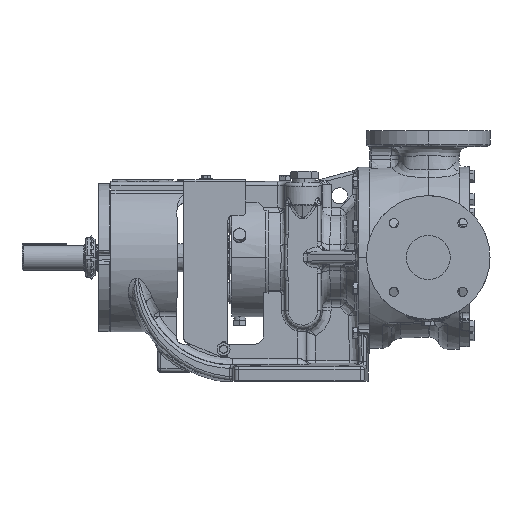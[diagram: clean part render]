
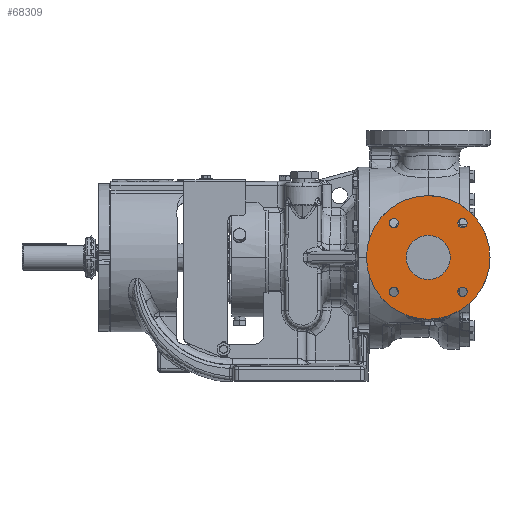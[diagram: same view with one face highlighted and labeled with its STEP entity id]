
A CAD part, top view. The second image highlights one B-rep face of the part: STEP entity #68309.
In plain terms, the highlighted planar face has unit normal (0, 0, 1).
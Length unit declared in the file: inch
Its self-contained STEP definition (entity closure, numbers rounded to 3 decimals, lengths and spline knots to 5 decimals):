
#367 = AXIS2_PLACEMENT_3D ( 'NONE', #114247, #22983, #129670 ) ;
#1068 = AXIS2_PLACEMENT_3D ( 'NONE', #17407, #124149, #32820 ) ;
#2538 = EDGE_LOOP ( 'NONE', ( #70518, #38870 ) ) ;
#6705 = EDGE_CURVE ( 'NONE', #96369, #18089, #78734, .T. ) ;
#6916 = VERTEX_POINT ( 'NONE', #54006 ) ;
#7699 = ORIENTED_EDGE ( 'NONE', *, *, #30024, .T. ) ;
#13700 = CIRCLE ( 'NONE', #367, 0.2656 ) ;
#14412 = VERTEX_POINT ( 'NONE', #77076 ) ;
#14724 = DIRECTION ( 'NONE',  ( 0., 0., -1. ) ) ;
#17407 = CARTESIAN_POINT ( 'NONE',  ( 3.345, 0., 7.19 ) ) ;
#18089 = VERTEX_POINT ( 'NONE', #71484 ) ;
#18490 = ORIENTED_EDGE ( 'NONE', *, *, #163244, .T. ) ;
#19750 = VERTEX_POINT ( 'NONE', #146939 ) ;
#22983 = DIRECTION ( 'NONE',  ( 0., 0., -1. ) ) ;
#23355 = CIRCLE ( 'NONE', #193802, 0.2656 ) ;
#23667 = DIRECTION ( 'NONE',  ( 0., 0., -1. ) ) ;
#23751 = FACE_BOUND ( 'NONE', #193224, .T. ) ;
#23775 = AXIS2_PLACEMENT_3D ( 'NONE', #158827, #67450, #174146 ) ;
#24708 = DIRECTION ( 'NONE',  ( 0., 0., -1. ) ) ;
#26508 = VERTEX_POINT ( 'NONE', #106967 ) ;
#30024 = EDGE_CURVE ( 'NONE', #111345, #197813, #48988, .T. ) ;
#32820 = DIRECTION ( 'NONE',  ( 0., 1., 0. ) ) ;
#37546 = DIRECTION ( 'NONE',  ( 0., 0., -1. ) ) ;
#38870 = ORIENTED_EDGE ( 'NONE', *, *, #59198, .F. ) ;
#40084 = CARTESIAN_POINT ( 'NONE',  ( 5.02394, 1.94454, 7.19 ) ) ;
#44547 = ORIENTED_EDGE ( 'NONE', *, *, #6705, .T. ) ;
#45644 = EDGE_LOOP ( 'NONE', ( #182507, #118941 ) ) ;
#45847 = VERTEX_POINT ( 'NONE', #141099 ) ;
#48135 = CARTESIAN_POINT ( 'NONE',  ( 3.345, 0., 7.19 ) ) ;
#48988 = CIRCLE ( 'NONE', #73437, 0.2656 ) ;
#50204 = EDGE_LOOP ( 'NONE', ( #51515, #7699 ) ) ;
#50944 = CARTESIAN_POINT ( 'NONE',  ( 5.28954, -1.94454, 7.19 ) ) ;
#51515 = ORIENTED_EDGE ( 'NONE', *, *, #87065, .T. ) ;
#54006 = CARTESIAN_POINT ( 'NONE',  ( 1.66606, 1.94454, 7.19 ) ) ;
#57409 = DIRECTION ( 'NONE',  ( 0., 0., 1. ) ) ;
#59198 = EDGE_CURVE ( 'NONE', #83741, #45847, #81655, .T. ) ;
#60409 = ORIENTED_EDGE ( 'NONE', *, *, #127173, .T. ) ;
#63415 = DIRECTION ( 'NONE',  ( 0., 1., 0. ) ) ;
#64235 = FACE_BOUND ( 'NONE', #50204, .T. ) ;
#66188 = DIRECTION ( 'NONE',  ( 1., 0., 0. ) ) ;
#66472 = DIRECTION ( 'NONE',  ( 0., 0., -1. ) ) ;
#67450 = DIRECTION ( 'NONE',  ( 0., 0., -1. ) ) ;
#68309 = ADVANCED_FACE ( 'NONE', ( #69013, #109561, #150217, #104834, #64235, #23751 ), #178039, .T. ) ;
#69013 = FACE_BOUND ( 'NONE', #129054, .T. ) ;
#69731 = DIRECTION ( 'NONE',  ( 0., 0., -1. ) ) ;
#70518 = ORIENTED_EDGE ( 'NONE', *, *, #168639, .F. ) ;
#71177 = CARTESIAN_POINT ( 'NONE',  ( 3.345, -1.25, 7.19 ) ) ;
#71484 = CARTESIAN_POINT ( 'NONE',  ( 3.345, 1.25, 7.19 ) ) ;
#71772 = VERTEX_POINT ( 'NONE', #162326 ) ;
#73437 = AXIS2_PLACEMENT_3D ( 'NONE', #116034, #24708, #131419 ) ;
#77076 = CARTESIAN_POINT ( 'NONE',  ( 5.55514, -1.94454, 7.19 ) ) ;
#78734 = CIRCLE ( 'NONE', #151523, 1.25 ) ;
#78829 = CARTESIAN_POINT ( 'NONE',  ( 3.345, 0., 7.19 ) ) ;
#81183 = CIRCLE ( 'NONE', #88767, 0.2656 ) ;
#81655 = CIRCLE ( 'NONE', #100925, 3.5 ) ;
#83606 = CARTESIAN_POINT ( 'NONE',  ( 5.55514, 1.94454, 7.19 ) ) ;
#83741 = VERTEX_POINT ( 'NONE', #133627 ) ;
#87065 = EDGE_CURVE ( 'NONE', #197813, #111345, #147619, .T. ) ;
#88767 = AXIS2_PLACEMENT_3D ( 'NONE', #128857, #37546, #144232 ) ;
#90908 = VERTEX_POINT ( 'NONE', #104633 ) ;
#91894 = ORIENTED_EDGE ( 'NONE', *, *, #105734, .T. ) ;
#94180 = DIRECTION ( 'NONE',  ( 0., 1., 0. ) ) ;
#95177 = AXIS2_PLACEMENT_3D ( 'NONE', #78829, #185466, #94180 ) ;
#95885 = AXIS2_PLACEMENT_3D ( 'NONE', #161076, #69731, #176387 ) ;
#96369 = VERTEX_POINT ( 'NONE', #71177 ) ;
#97004 = AXIS2_PLACEMENT_3D ( 'NONE', #148771, #57409, #164072 ) ;
#100165 = CIRCLE ( 'NONE', #173610, 0.2656 ) ;
#100925 = AXIS2_PLACEMENT_3D ( 'NONE', #114955, #23667, #130352 ) ;
#104633 = CARTESIAN_POINT ( 'NONE',  ( 1.13486, 1.94454, 7.19 ) ) ;
#104834 = FACE_BOUND ( 'NONE', #45644, .T. ) ;
#105270 = ORIENTED_EDGE ( 'NONE', *, *, #165350, .T. ) ;
#105734 = EDGE_CURVE ( 'NONE', #6916, #90908, #100165, .T. ) ;
#106030 = CARTESIAN_POINT ( 'NONE',  ( 1.40046, 1.94454, 7.19 ) ) ;
#106967 = CARTESIAN_POINT ( 'NONE',  ( 1.66606, -1.94454, 7.19 ) ) ;
#109561 = FACE_OUTER_BOUND ( 'NONE', #2538, .T. ) ;
#111345 = VERTEX_POINT ( 'NONE', #40084 ) ;
#114247 = CARTESIAN_POINT ( 'NONE',  ( 1.40046, 1.94454, 7.19 ) ) ;
#114955 = CARTESIAN_POINT ( 'NONE',  ( 3.345, 0., 7.19 ) ) ;
#116034 = CARTESIAN_POINT ( 'NONE',  ( 5.28954, 1.94454, 7.19 ) ) ;
#118941 = ORIENTED_EDGE ( 'NONE', *, *, #192808, .T. ) ;
#121421 = DIRECTION ( 'NONE',  ( 1., 0., 0. ) ) ;
#121750 = CIRCLE ( 'NONE', #1068, 3.5 ) ;
#122021 = ORIENTED_EDGE ( 'NONE', *, *, #132185, .T. ) ;
#124149 = DIRECTION ( 'NONE',  ( 0., 0., -1. ) ) ;
#127173 = EDGE_CURVE ( 'NONE', #71772, #26508, #81183, .T. ) ;
#128857 = CARTESIAN_POINT ( 'NONE',  ( 1.40046, -1.94454, 7.19 ) ) ;
#129054 = EDGE_LOOP ( 'NONE', ( #122021, #44547 ) ) ;
#129442 = CIRCLE ( 'NONE', #23775, 0.2656 ) ;
#129670 = DIRECTION ( 'NONE',  ( 1., 0., 0. ) ) ;
#130352 = DIRECTION ( 'NONE',  ( 0., 1., 0. ) ) ;
#131419 = DIRECTION ( 'NONE',  ( 1., 0., 0. ) ) ;
#132185 = EDGE_CURVE ( 'NONE', #18089, #96369, #184635, .T. ) ;
#133627 = CARTESIAN_POINT ( 'NONE',  ( 3.345, -3.5, 7.19 ) ) ;
#141099 = CARTESIAN_POINT ( 'NONE',  ( 3.345, 3.5, 7.19 ) ) ;
#144232 = DIRECTION ( 'NONE',  ( 1., 0., 0. ) ) ;
#146939 = CARTESIAN_POINT ( 'NONE',  ( 5.02394, -1.94454, 7.19 ) ) ;
#147619 = CIRCLE ( 'NONE', #95885, 0.2656 ) ;
#148771 = CARTESIAN_POINT ( 'NONE',  ( 3.345, 0., 7.19 ) ) ;
#150217 = FACE_BOUND ( 'NONE', #152963, .T. ) ;
#151523 = AXIS2_PLACEMENT_3D ( 'NONE', #48135, #154794, #63415 ) ;
#152963 = EDGE_LOOP ( 'NONE', ( #105270, #60409 ) ) ;
#154794 = DIRECTION ( 'NONE',  ( 0., 0., -1. ) ) ;
#157583 = DIRECTION ( 'NONE',  ( 0., 0., -1. ) ) ;
#157868 = CARTESIAN_POINT ( 'NONE',  ( 5.28954, -1.94454, 7.19 ) ) ;
#158021 = CIRCLE ( 'NONE', #182457, 0.2656 ) ;
#158827 = CARTESIAN_POINT ( 'NONE',  ( 1.40046, -1.94454, 7.19 ) ) ;
#161076 = CARTESIAN_POINT ( 'NONE',  ( 5.28954, 1.94454, 7.19 ) ) ;
#162326 = CARTESIAN_POINT ( 'NONE',  ( 1.13486, -1.94454, 7.19 ) ) ;
#163244 = EDGE_CURVE ( 'NONE', #90908, #6916, #13700, .T. ) ;
#164072 = DIRECTION ( 'NONE',  ( 1., 0., 0. ) ) ;
#165350 = EDGE_CURVE ( 'NONE', #26508, #71772, #129442, .T. ) ;
#168639 = EDGE_CURVE ( 'NONE', #45847, #83741, #121750, .T. ) ;
#173157 = DIRECTION ( 'NONE',  ( 1., 0., 0. ) ) ;
#173610 = AXIS2_PLACEMENT_3D ( 'NONE', #106030, #14724, #121421 ) ;
#174146 = DIRECTION ( 'NONE',  ( 1., 0., 0. ) ) ;
#176387 = DIRECTION ( 'NONE',  ( 1., 0., 0. ) ) ;
#178039 = PLANE ( 'NONE',  #97004 ) ;
#182457 = AXIS2_PLACEMENT_3D ( 'NONE', #50944, #157583, #66188 ) ;
#182507 = ORIENTED_EDGE ( 'NONE', *, *, #194370, .T. ) ;
#184635 = CIRCLE ( 'NONE', #95177, 1.25 ) ;
#185466 = DIRECTION ( 'NONE',  ( 0., 0., -1. ) ) ;
#192808 = EDGE_CURVE ( 'NONE', #19750, #14412, #23355, .T. ) ;
#193224 = EDGE_LOOP ( 'NONE', ( #91894, #18490 ) ) ;
#193802 = AXIS2_PLACEMENT_3D ( 'NONE', #157868, #66472, #173157 ) ;
#194370 = EDGE_CURVE ( 'NONE', #14412, #19750, #158021, .T. ) ;
#197813 = VERTEX_POINT ( 'NONE', #83606 ) ;
